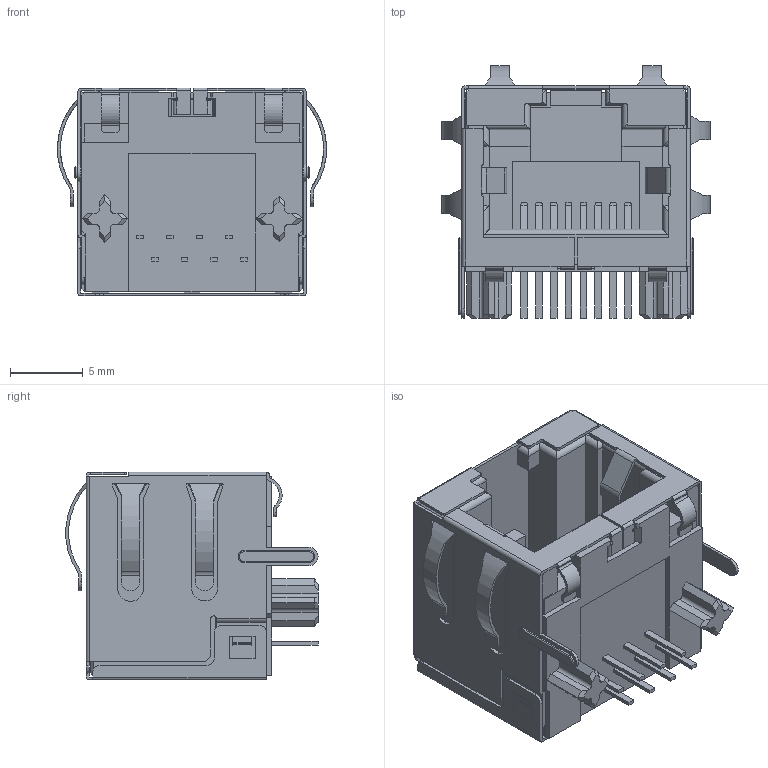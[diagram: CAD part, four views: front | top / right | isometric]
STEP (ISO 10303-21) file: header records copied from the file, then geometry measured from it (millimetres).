
FILE_DESCRIPTION( ( 'STEP AP214' ), '1' );
FILE_NAME( 'psolqas082226119231.stp', '2018-10-15T06:22:26', ( '' ), ( '' ), ' ', 'PARTsolutions', ' ' );
FILE_SCHEMA( ( 'AUTOMOTIVE_DESIGN { 1 0 10303 214 1 1 1 1 }' ) );
Length unit declared in the file: metre
Products named in the file (1): 1
Bounding box: 18.44 x 17.28 x 14.25 mm (x, y, z)
Volume: 1329.1 mm3; surface area: 3757 mm2
Topology: 1 solids, 1 shells, 827 faces, 2246 edges, 1444 vertices
Faces by surface type: plane 567, cylinder 204, bspline 52, torus 4
Entity records: 28275 total; most frequent: CARTESIAN_POINT 7552, ORIENTED_EDGE 4492, DIRECTION 4012, EDGE_CURVE 2246, LINE 1768, VECTOR 1768, VERTEX_POINT 1444, AXIS2_PLACEMENT_3D 1122
